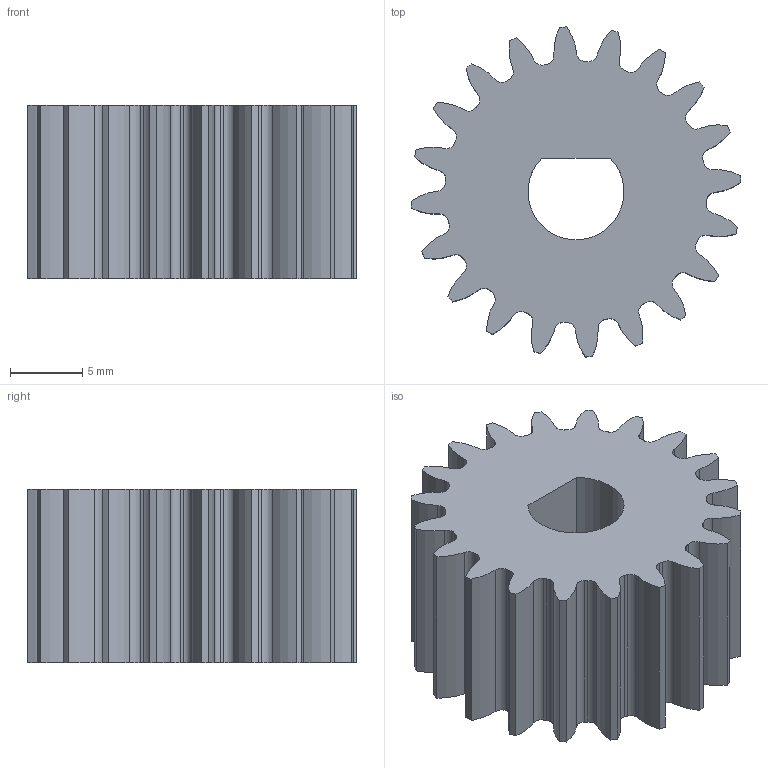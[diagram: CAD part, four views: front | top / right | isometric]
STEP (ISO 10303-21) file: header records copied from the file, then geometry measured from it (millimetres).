
FILE_DESCRIPTION(/* description */ (''),/* implementation_level */ '2;1');
FILE_NAME(/* name */ 'Wheel Drive Gear.step',/* time_stamp */ '2018-09-09T17:05:01-04:00',/* author */ ('Xaveagle'),/* organization */ (''),/* preprocessor_version */ 'ST-DEVELOPER v17.2',/* originating_system */ 'Autodesk Translation Framework v7.6.0.251',/* authorisation */ '');
FILE_SCHEMA (('AUTOMOTIVE_DESIGN { 1 0 10303 214 3 1 1 }'));
Length unit declared in the file: millimetre
Products named in the file (1): Wheel Drive Gear
Bounding box: 22.85 x 22.85 x 12 mm (x, y, z)
Volume: 3488.9 mm3; surface area: 2357.5 mm2
Topology: 1 solids, 1 shells, 124 faces, 366 edges, 244 vertices
Faces by surface type: cylinder 121, plane 3
Entity records: 4336 total; most frequent: DIRECTION 858, CARTESIAN_POINT 735, ORIENTED_EDGE 732, AXIS2_PLACEMENT_3D 367, EDGE_CURVE 366, VERTEX_POINT 244, CIRCLE 242, EDGE_LOOP 126
